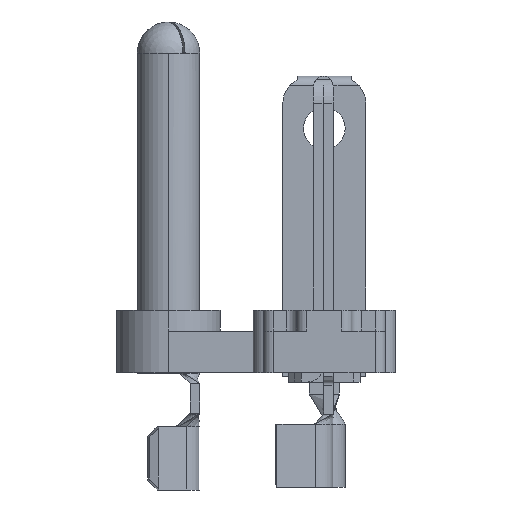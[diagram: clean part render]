
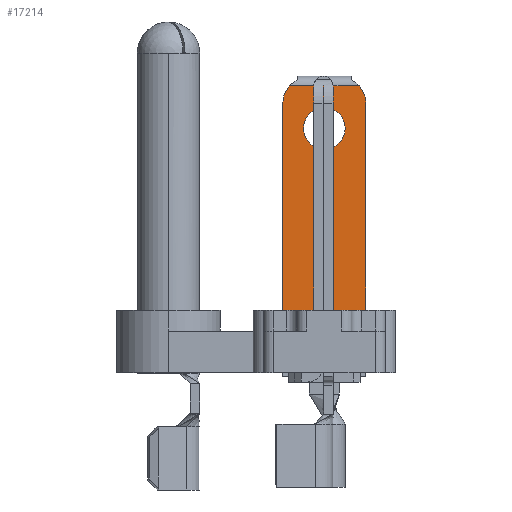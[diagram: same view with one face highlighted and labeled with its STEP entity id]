
A CAD part, left-side view. The second image highlights one B-rep face of the part: STEP entity #17214.
In plain terms, the highlighted face is planar.
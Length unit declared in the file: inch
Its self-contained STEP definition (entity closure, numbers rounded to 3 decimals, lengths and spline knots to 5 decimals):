
#166 = LINE ( 'NONE', #7680, #18880 ) ;
#204 = VECTOR ( 'NONE', #4717, 39.37008 ) ;
#286 = CARTESIAN_POINT ( 'NONE',  ( 0.801, 0.029, -0.25 ) ) ;
#358 = FACE_OUTER_BOUND ( 'NONE', #10174, .T. ) ;
#704 = LINE ( 'NONE', #8224, #8996 ) ;
#876 = VERTEX_POINT ( 'NONE', #18329 ) ;
#1240 = CARTESIAN_POINT ( 'NONE',  ( 0.05269, 0.029, 0.0445 ) ) ;
#2046 = VERTEX_POINT ( 'NONE', #10762 ) ;
#2281 = VERTEX_POINT ( 'NONE', #6065 ) ;
#2473 = ORIENTED_EDGE ( 'NONE', *, *, #14790, .F. ) ;
#2718 = VERTEX_POINT ( 'NONE', #19678 ) ;
#3216 = VECTOR ( 'NONE', #19984, 39.37008 ) ;
#3298 = EDGE_CURVE ( 'NONE', #17192, #2046, #16304, .T. ) ;
#3348 = EDGE_CURVE ( 'NONE', #2281, #14799, #10200, .T. ) ;
#3374 = CARTESIAN_POINT ( 'NONE',  ( 0.127, 0.029, 0. ) ) ;
#3527 = VECTOR ( 'NONE', #13306, 39.37008 ) ;
#3650 = VERTEX_POINT ( 'NONE', #17917 ) ;
#3763 = VERTEX_POINT ( 'NONE', #18394 ) ;
#3953 = CARTESIAN_POINT ( 'NONE',  ( 0.801, 0.029, 0.107 ) ) ;
#3974 = CARTESIAN_POINT ( 'NONE',  ( 0., 0.029, -0.1245 ) ) ;
#4064 = LINE ( 'NONE', #11573, #16951 ) ;
#4556 = ORIENTED_EDGE ( 'NONE', *, *, #21444, .T. ) ;
#4717 = DIRECTION ( 'NONE',  ( -1., 0., 0. ) ) ;
#4890 = EDGE_CURVE ( 'NONE', #3763, #22640, #14069, .T. ) ;
#4930 = DIRECTION ( 'NONE',  ( -1., 0., 0. ) ) ;
#4965 = LINE ( 'NONE', #12470, #3216 ) ;
#5129 = ORIENTED_EDGE ( 'NONE', *, *, #8269, .F. ) ;
#5168 = AXIS2_PLACEMENT_3D ( 'NONE', #6193, #13718, #21232 ) ;
#5793 = CARTESIAN_POINT ( 'NONE',  ( 0., 0.029, 0.107 ) ) ;
#5802 = ORIENTED_EDGE ( 'NONE', *, *, #16334, .F. ) ;
#5996 = LINE ( 'NONE', #13514, #12063 ) ;
#6034 = CARTESIAN_POINT ( 'NONE',  ( 0., 0.029, 0.1245 ) ) ;
#6065 = CARTESIAN_POINT ( 'NONE',  ( 0.127, 0.029, 0.0625 ) ) ;
#6193 = CARTESIAN_POINT ( 'NONE',  ( 0.05269, 0.029, -0.0445 ) ) ;
#6199 = ORIENTED_EDGE ( 'NONE', *, *, #24235, .T. ) ;
#6316 = CARTESIAN_POINT ( 'NONE',  ( 0.127, 0.029, 0. ) ) ;
#6360 = DIRECTION ( 'NONE',  ( 0., 0., -1. ) ) ;
#6710 = EDGE_CURVE ( 'NONE', #14799, #2281, #10491, .T. ) ;
#6761 = VECTOR ( 'NONE', #6360, 39.37008 ) ;
#6934 = DIRECTION ( 'NONE',  ( 0., 0., -1. ) ) ;
#7546 = EDGE_LOOP ( 'NONE', ( #11172, #12866 ) ) ;
#7680 = CARTESIAN_POINT ( 'NONE',  ( 0.731, 0.029, 0.0425 ) ) ;
#7804 = DIRECTION ( 'NONE',  ( 0., 0., 1. ) ) ;
#7876 = FACE_BOUND ( 'NONE', #7546, .T. ) ;
#8224 = CARTESIAN_POINT ( 'NONE',  ( 0.751, 0.029, 0.1245 ) ) ;
#8269 = EDGE_CURVE ( 'NONE', #876, #22594, #5996, .T. ) ;
#8749 = DIRECTION ( 'NONE',  ( 0., -1., 0. ) ) ;
#8807 = ORIENTED_EDGE ( 'NONE', *, *, #12363, .F. ) ;
#8996 = VECTOR ( 'NONE', #15739, 39.37008 ) ;
#9546 = CARTESIAN_POINT ( 'NONE',  ( 0.751, 0.029, 0.107 ) ) ;
#10174 = EDGE_LOOP ( 'NONE', ( #4556, #2473, #6199, #21251, #11895, #18284, #11011, #5802, #15950, #24005 ) ) ;
#10200 = CIRCLE ( 'NONE', #20814, 0.0625 ) ;
#10491 = CIRCLE ( 'NONE', #24257, 0.0625 ) ;
#10702 = VECTOR ( 'NONE', #4930, 39.37008 ) ;
#10718 = CARTESIAN_POINT ( 'NONE',  ( 0., 0.029, 0.1047 ) ) ;
#10762 = CARTESIAN_POINT ( 'NONE',  ( 0.731, 0.029, -0.0425 ) ) ;
#10878 = DIRECTION ( 'NONE',  ( 0., 1., 0. ) ) ;
#11011 = ORIENTED_EDGE ( 'NONE', *, *, #14560, .F. ) ;
#11172 = ORIENTED_EDGE ( 'NONE', *, *, #3348, .F. ) ;
#11349 = EDGE_LOOP ( 'NONE', ( #8807, #5129, #14364, #21470 ) ) ;
#11491 = DIRECTION ( 'NONE',  ( -1., 0., 0. ) ) ;
#11573 = CARTESIAN_POINT ( 'NONE',  ( 0.751, 0.029, 0.1245 ) ) ;
#11895 = ORIENTED_EDGE ( 'NONE', *, *, #24007, .T. ) ;
#12063 = VECTOR ( 'NONE', #21025, 39.37008 ) ;
#12280 = AXIS2_PLACEMENT_3D ( 'NONE', #1240, #8749, #16267 ) ;
#12363 = EDGE_CURVE ( 'NONE', #22594, #17192, #166, .T. ) ;
#12470 = CARTESIAN_POINT ( 'NONE',  ( 0.731, 0.029, -0.0425 ) ) ;
#12866 = ORIENTED_EDGE ( 'NONE', *, *, #6710, .F. ) ;
#12988 = VECTOR ( 'NONE', #6934, 39.37008 ) ;
#13219 = EDGE_CURVE ( 'NONE', #2718, #21967, #4064, .T. ) ;
#13306 = DIRECTION ( 'NONE',  ( 1., 0., 0. ) ) ;
#13482 = CARTESIAN_POINT ( 'NONE',  ( 0.127, 0.029, -0.0625 ) ) ;
#13514 = CARTESIAN_POINT ( 'NONE',  ( 0.691, 0.029, 0.0425 ) ) ;
#13549 = DIRECTION ( 'NONE',  ( 0., -1., 0. ) ) ;
#13718 = DIRECTION ( 'NONE',  ( 0., -1., 0. ) ) ;
#13787 = EDGE_CURVE ( 'NONE', #14714, #3650, #15788, .T. ) ;
#13842 = DIRECTION ( 'NONE',  ( 0., 1., 0. ) ) ;
#14069 = LINE ( 'NONE', #21576, #204 ) ;
#14183 = VECTOR ( 'NONE', #7804, 39.37008 ) ;
#14296 = LINE ( 'NONE', #21801, #10702 ) ;
#14364 = ORIENTED_EDGE ( 'NONE', *, *, #23783, .F. ) ;
#14560 = EDGE_CURVE ( 'NONE', #22775, #14714, #15718, .T. ) ;
#14714 = VERTEX_POINT ( 'NONE', #18410 ) ;
#14790 = EDGE_CURVE ( 'NONE', #19991, #19495, #17170, .T. ) ;
#14799 = VERTEX_POINT ( 'NONE', #13482 ) ;
#15197 = DIRECTION ( 'NONE',  ( 1., 0., 0. ) ) ;
#15394 = FACE_BOUND ( 'NONE', #11349, .T. ) ;
#15411 = VECTOR ( 'NONE', #11491, 39.37008 ) ;
#15718 = LINE ( 'NONE', #23237, #6761 ) ;
#15739 = DIRECTION ( 'NONE',  ( 0., 0., -1. ) ) ;
#15788 = CIRCLE ( 'NONE', #5168, 0.08 ) ;
#15950 = ORIENTED_EDGE ( 'NONE', *, *, #4890, .F. ) ;
#16267 = DIRECTION ( 'NONE',  ( 0., 0., -1. ) ) ;
#16304 = LINE ( 'NONE', #23819, #12988 ) ;
#16334 = EDGE_CURVE ( 'NONE', #22640, #22775, #22892, .T. ) ;
#16951 = VECTOR ( 'NONE', #19085, 39.37008 ) ;
#17170 = LINE ( 'NONE', #286, #14183 ) ;
#17192 = VERTEX_POINT ( 'NONE', #22782 ) ;
#17214 = ADVANCED_FACE ( 'NONE', ( #358, #7876, #15394 ), #22913, .F. ) ;
#17510 = VERTEX_POINT ( 'NONE', #9546 ) ;
#17917 = CARTESIAN_POINT ( 'NONE',  ( 0.05269, 0.029, -0.1245 ) ) ;
#17951 = CARTESIAN_POINT ( 'NONE',  ( 0.801, 0.029, -0.107 ) ) ;
#18284 = ORIENTED_EDGE ( 'NONE', *, *, #13787, .F. ) ;
#18329 = CARTESIAN_POINT ( 'NONE',  ( 0.691, 0.029, -0.0425 ) ) ;
#18394 = CARTESIAN_POINT ( 'NONE',  ( 0.751, 0.029, 0.1245 ) ) ;
#18399 = DIRECTION ( 'NONE',  ( 0., 0., 1. ) ) ;
#18410 = CARTESIAN_POINT ( 'NONE',  ( 0., 0.029, -0.1047 ) ) ;
#18880 = VECTOR ( 'NONE', #15197, 39.37008 ) ;
#19085 = DIRECTION ( 'NONE',  ( 0., 0., -1. ) ) ;
#19495 = VERTEX_POINT ( 'NONE', #3953 ) ;
#19678 = CARTESIAN_POINT ( 'NONE',  ( 0.751, 0.029, -0.107 ) ) ;
#19984 = DIRECTION ( 'NONE',  ( -1., 0., 0. ) ) ;
#19991 = VERTEX_POINT ( 'NONE', #17951 ) ;
#20734 = CARTESIAN_POINT ( 'NONE',  ( 0.691, 0.029, 0.0425 ) ) ;
#20808 = EDGE_CURVE ( 'NONE', #3763, #17510, #704, .T. ) ;
#20814 = AXIS2_PLACEMENT_3D ( 'NONE', #3374, #10878, #18399 ) ;
#20838 = LINE ( 'NONE', #3974, #15411 ) ;
#21025 = DIRECTION ( 'NONE',  ( 0., 0., 1. ) ) ;
#21058 = DIRECTION ( 'NONE',  ( 1., 0., 0. ) ) ;
#21232 = DIRECTION ( 'NONE',  ( 0., 0., 1. ) ) ;
#21251 = ORIENTED_EDGE ( 'NONE', *, *, #13219, .T. ) ;
#21354 = DIRECTION ( 'NONE',  ( 0., 0., 1. ) ) ;
#21444 = EDGE_CURVE ( 'NONE', #17510, #19495, #22672, .T. ) ;
#21470 = ORIENTED_EDGE ( 'NONE', *, *, #3298, .F. ) ;
#21576 = CARTESIAN_POINT ( 'NONE',  ( 0., 0.029, 0.1245 ) ) ;
#21801 = CARTESIAN_POINT ( 'NONE',  ( 0., 0.029, -0.107 ) ) ;
#21967 = VERTEX_POINT ( 'NONE', #23385 ) ;
#22134 = AXIS2_PLACEMENT_3D ( 'NONE', #6034, #13549, #21058 ) ;
#22594 = VERTEX_POINT ( 'NONE', #20734 ) ;
#22640 = VERTEX_POINT ( 'NONE', #22839 ) ;
#22672 = LINE ( 'NONE', #5793, #3527 ) ;
#22775 = VERTEX_POINT ( 'NONE', #10718 ) ;
#22782 = CARTESIAN_POINT ( 'NONE',  ( 0.731, 0.029, 0.0425 ) ) ;
#22839 = CARTESIAN_POINT ( 'NONE',  ( 0.05269, 0.029, 0.1245 ) ) ;
#22892 = CIRCLE ( 'NONE', #12280, 0.08 ) ;
#22913 = PLANE ( 'NONE',  #22134 ) ;
#23237 = CARTESIAN_POINT ( 'NONE',  ( 0., 0.029, 0.1245 ) ) ;
#23385 = CARTESIAN_POINT ( 'NONE',  ( 0.751, 0.029, -0.1245 ) ) ;
#23783 = EDGE_CURVE ( 'NONE', #2046, #876, #4965, .T. ) ;
#23819 = CARTESIAN_POINT ( 'NONE',  ( 0.731, 0.029, 0.0425 ) ) ;
#24005 = ORIENTED_EDGE ( 'NONE', *, *, #20808, .T. ) ;
#24007 = EDGE_CURVE ( 'NONE', #21967, #3650, #20838, .T. ) ;
#24235 = EDGE_CURVE ( 'NONE', #19991, #2718, #14296, .T. ) ;
#24257 = AXIS2_PLACEMENT_3D ( 'NONE', #6316, #13842, #21354 ) ;
